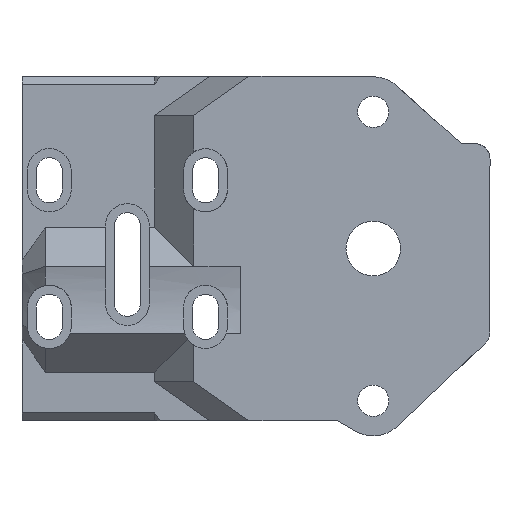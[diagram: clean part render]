
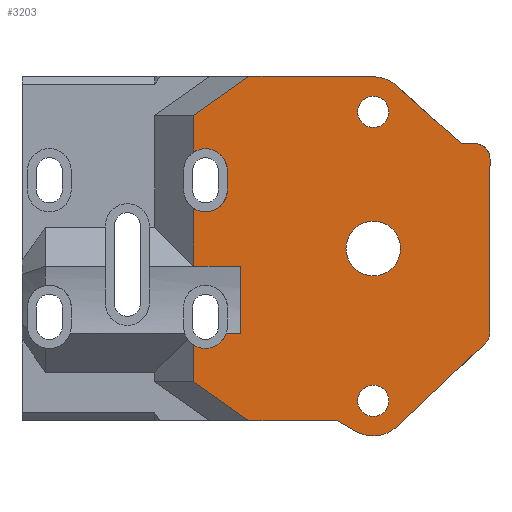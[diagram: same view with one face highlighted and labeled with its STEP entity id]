
A CAD part, left-side view. The second image highlights one B-rep face of the part: STEP entity #3203.
In plain terms, the highlighted planar face has unit normal (-1, 0, 0).
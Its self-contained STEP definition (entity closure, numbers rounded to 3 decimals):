
#35=FACE_BOUND('',#536,.T.);
#36=FACE_BOUND('',#537,.T.);
#37=FACE_BOUND('',#538,.T.);
#138=CIRCLE('',#3451,2.);
#139=CIRCLE('',#3453,2.);
#143=CIRCLE('',#3460,4.5);
#144=CIRCLE('',#3463,2.8);
#145=CIRCLE('',#3464,2.8);
#146=CIRCLE('',#3465,2.8);
#147=CIRCLE('',#3466,4.5);
#148=CIRCLE('',#3467,2.);
#149=CIRCLE('',#3468,2.);
#150=CIRCLE('',#3469,3.5);
#220=PLANE('',#3462);
#358=FACE_OUTER_BOUND('',#535,.T.);
#535=EDGE_LOOP('',(#2427,#2428,#2429,#2430,#2431,#2432,#2433,#2434,#2435,
#2436,#2437,#2438,#2439,#2440,#2441,#2442,#2443,#2444,#2445,#2446,#2447,
#2448,#2449,#2450));
#536=EDGE_LOOP('',(#2451));
#537=EDGE_LOOP('',(#2452));
#538=EDGE_LOOP('',(#2453));
#731=LINE('',#5072,#1043);
#773=LINE('',#5212,#1085);
#774=LINE('',#5215,#1086);
#775=LINE('',#5217,#1087);
#776=LINE('',#5219,#1088);
#777=LINE('',#5221,#1089);
#778=LINE('',#5225,#1090);
#779=LINE('',#5229,#1091);
#780=LINE('',#5231,#1092);
#781=LINE('',#5233,#1093);
#782=LINE('',#5235,#1094);
#783=LINE('',#5239,#1095);
#784=LINE('',#5240,#1096);
#785=LINE('',#5242,#1097);
#786=LINE('',#5246,#1098);
#787=LINE('',#5250,#1099);
#788=LINE('',#5253,#1100);
#1043=VECTOR('',#3889,1000.);
#1085=VECTOR('',#3997,10.);
#1086=VECTOR('',#4000,10.);
#1087=VECTOR('',#4001,1000.);
#1088=VECTOR('',#4002,1000.);
#1089=VECTOR('',#4003,1000.);
#1090=VECTOR('',#4006,1000.);
#1091=VECTOR('',#4009,1000.);
#1092=VECTOR('',#4010,1000.);
#1093=VECTOR('',#4011,1000.);
#1094=VECTOR('',#4012,1000.);
#1095=VECTOR('',#4015,1000.);
#1096=VECTOR('',#4016,1000.);
#1097=VECTOR('',#4017,10.);
#1098=VECTOR('',#4020,10.);
#1099=VECTOR('',#4023,10.);
#1100=VECTOR('',#4026,10.);
#1423=VERTEX_POINT('',#5069);
#1424=VERTEX_POINT('',#5071);
#1460=VERTEX_POINT('',#5177);
#1461=VERTEX_POINT('',#5181);
#1468=VERTEX_POINT('',#5202);
#1469=VERTEX_POINT('',#5204);
#1471=VERTEX_POINT('',#5210);
#1472=VERTEX_POINT('',#5214);
#1473=VERTEX_POINT('',#5216);
#1474=VERTEX_POINT('',#5218);
#1475=VERTEX_POINT('',#5220);
#1476=VERTEX_POINT('',#5222);
#1477=VERTEX_POINT('',#5224);
#1478=VERTEX_POINT('',#5226);
#1479=VERTEX_POINT('',#5228);
#1480=VERTEX_POINT('',#5230);
#1481=VERTEX_POINT('',#5232);
#1482=VERTEX_POINT('',#5234);
#1483=VERTEX_POINT('',#5236);
#1484=VERTEX_POINT('',#5238);
#1485=VERTEX_POINT('',#5241);
#1486=VERTEX_POINT('',#5243);
#1487=VERTEX_POINT('',#5245);
#1488=VERTEX_POINT('',#5247);
#1489=VERTEX_POINT('',#5249);
#1490=VERTEX_POINT('',#5251);
#1491=VERTEX_POINT('',#5254);
#1780=EDGE_CURVE('',#1424,#1423,#731,.T.);
#1826=EDGE_CURVE('',#1460,#1460,#138,.T.);
#1828=EDGE_CURVE('',#1461,#1461,#139,.T.);
#1839=EDGE_CURVE('',#1469,#1468,#143,.T.);
#1843=EDGE_CURVE('',#1468,#1471,#773,.T.);
#1844=EDGE_CURVE('',#1472,#1469,#774,.T.);
#1845=EDGE_CURVE('',#1473,#1471,#775,.T.);
#1846=EDGE_CURVE('',#1473,#1474,#776,.F.);
#1847=EDGE_CURVE('',#1475,#1474,#777,.T.);
#1848=EDGE_CURVE('',#1475,#1476,#144,.T.);
#1849=EDGE_CURVE('',#1477,#1476,#778,.T.);
#1850=EDGE_CURVE('',#1477,#1478,#145,.T.);
#1851=EDGE_CURVE('',#1479,#1478,#779,.T.);
#1852=EDGE_CURVE('',#1480,#1479,#780,.T.);
#1853=EDGE_CURVE('',#1480,#1481,#781,.T.);
#1854=EDGE_CURVE('',#1481,#1482,#782,.T.);
#1855=EDGE_CURVE('',#1483,#1482,#146,.T.);
#1856=EDGE_CURVE('',#1484,#1483,#783,.T.);
#1857=EDGE_CURVE('',#1484,#1424,#784,.T.);
#1858=EDGE_CURVE('',#1485,#1423,#785,.T.);
#1859=EDGE_CURVE('',#1486,#1485,#147,.T.);
#1860=EDGE_CURVE('',#1487,#1486,#786,.T.);
#1861=EDGE_CURVE('',#1488,#1487,#148,.T.);
#1862=EDGE_CURVE('',#1489,#1488,#787,.T.);
#1863=EDGE_CURVE('',#1490,#1489,#149,.T.);
#1864=EDGE_CURVE('',#1472,#1490,#788,.T.);
#1865=EDGE_CURVE('',#1491,#1491,#150,.T.);
#2427=ORIENTED_EDGE('',*,*,#1844,.T.);
#2428=ORIENTED_EDGE('',*,*,#1839,.T.);
#2429=ORIENTED_EDGE('',*,*,#1843,.T.);
#2430=ORIENTED_EDGE('',*,*,#1845,.F.);
#2431=ORIENTED_EDGE('',*,*,#1846,.T.);
#2432=ORIENTED_EDGE('',*,*,#1847,.F.);
#2433=ORIENTED_EDGE('',*,*,#1848,.T.);
#2434=ORIENTED_EDGE('',*,*,#1849,.F.);
#2435=ORIENTED_EDGE('',*,*,#1850,.T.);
#2436=ORIENTED_EDGE('',*,*,#1851,.F.);
#2437=ORIENTED_EDGE('',*,*,#1852,.F.);
#2438=ORIENTED_EDGE('',*,*,#1853,.T.);
#2439=ORIENTED_EDGE('',*,*,#1854,.T.);
#2440=ORIENTED_EDGE('',*,*,#1855,.F.);
#2441=ORIENTED_EDGE('',*,*,#1856,.F.);
#2442=ORIENTED_EDGE('',*,*,#1857,.T.);
#2443=ORIENTED_EDGE('',*,*,#1780,.T.);
#2444=ORIENTED_EDGE('',*,*,#1858,.F.);
#2445=ORIENTED_EDGE('',*,*,#1859,.F.);
#2446=ORIENTED_EDGE('',*,*,#1860,.F.);
#2447=ORIENTED_EDGE('',*,*,#1861,.F.);
#2448=ORIENTED_EDGE('',*,*,#1862,.F.);
#2449=ORIENTED_EDGE('',*,*,#1863,.F.);
#2450=ORIENTED_EDGE('',*,*,#1864,.F.);
#2451=ORIENTED_EDGE('',*,*,#1826,.T.);
#2452=ORIENTED_EDGE('',*,*,#1828,.T.);
#2453=ORIENTED_EDGE('',*,*,#1865,.F.);
#3203=ADVANCED_FACE('',(#358,#35,#36,#37),#220,.T.);
#3451=AXIS2_PLACEMENT_3D('',#5179,#3964,#3965);
#3453=AXIS2_PLACEMENT_3D('',#5183,#3969,#3970);
#3460=AXIS2_PLACEMENT_3D('',#5205,#3990,#3991);
#3462=AXIS2_PLACEMENT_3D('',#5213,#3998,#3999);
#3463=AXIS2_PLACEMENT_3D('',#5223,#4004,#4005);
#3464=AXIS2_PLACEMENT_3D('',#5227,#4007,#4008);
#3465=AXIS2_PLACEMENT_3D('',#5237,#4013,#4014);
#3466=AXIS2_PLACEMENT_3D('',#5244,#4018,#4019);
#3467=AXIS2_PLACEMENT_3D('',#5248,#4021,#4022);
#3468=AXIS2_PLACEMENT_3D('',#5252,#4024,#4025);
#3469=AXIS2_PLACEMENT_3D('',#5255,#4027,#4028);
#3889=DIRECTION('',(0.,-1.,0.));
#3964=DIRECTION('center_axis',(1.,0.,0.));
#3965=DIRECTION('ref_axis',(0.,0.,1.));
#3969=DIRECTION('center_axis',(1.,0.,0.));
#3970=DIRECTION('ref_axis',(0.,0.,1.));
#3990=DIRECTION('center_axis',(-1.,0.,0.));
#3991=DIRECTION('ref_axis',(0.,-0.668,0.744));
#3997=DIRECTION('',(0.,-0.892,0.453));
#3998=DIRECTION('center_axis',(-1.,0.,0.));
#3999=DIRECTION('ref_axis',(0.,0.,1.));
#4000=DIRECTION('',(0.,0.744,0.668));
#4001=DIRECTION('',(0.,-1.,0.));
#4002=DIRECTION('',(0.,-0.816,0.577));
#4003=DIRECTION('',(0.,0.,1.));
#4004=DIRECTION('center_axis',(1.,0.,0.));
#4005=DIRECTION('ref_axis',(0.,0.,1.));
#4006=DIRECTION('',(0.,0.,1.));
#4007=DIRECTION('center_axis',(1.,0.,0.));
#4008=DIRECTION('ref_axis',(0.,0.,1.));
#4009=DIRECTION('',(0.,0.,1.));
#4010=DIRECTION('',(0.,1.,0.));
#4011=DIRECTION('',(0.,0.,-1.));
#4012=DIRECTION('',(0.,1.,0.));
#4013=DIRECTION('center_axis',(-1.,0.,0.));
#4014=DIRECTION('ref_axis',(0.,0.,1.));
#4015=DIRECTION('',(0.,0.,1.));
#4016=DIRECTION('',(0.,-0.816,-0.577));
#4017=DIRECTION('',(0.,0.867,0.498));
#4018=DIRECTION('center_axis',(1.,0.,0.));
#4019=DIRECTION('ref_axis',(0.,-0.687,-0.727));
#4020=DIRECTION('',(0.,0.727,-0.687));
#4021=DIRECTION('center_axis',(1.,0.,0.));
#4022=DIRECTION('ref_axis',(0.,-1.,0.));
#4023=DIRECTION('',(0.,0.,-1.));
#4024=DIRECTION('center_axis',(1.,0.,0.));
#4025=DIRECTION('ref_axis',(0.,0.,1.));
#4026=DIRECTION('',(0.,-1.,0.));
#4027=DIRECTION('center_axis',(-1.,0.,0.));
#4028=DIRECTION('ref_axis',(0.,0.,1.));
#5069=CARTESIAN_POINT('',(-39.05,-26.892,1.));
#5071=CARTESIAN_POINT('',(-39.05,-15.571,1.));
#5072=CARTESIAN_POINT('',(-39.05,-26.5,1.));
#5177=CARTESIAN_POINT('',(-39.05,-31.5,1.55));
#5179=CARTESIAN_POINT('Origin',(-39.05,-31.5,3.55));
#5181=CARTESIAN_POINT('',(-39.05,-31.5,38.55));
#5183=CARTESIAN_POINT('Origin',(-39.05,-31.5,40.55));
#5202=CARTESIAN_POINT('',(-39.05,-31.559,45.05));
#5204=CARTESIAN_POINT('',(-39.05,-34.505,43.9));
#5205=CARTESIAN_POINT('Origin',(-39.05,-31.5,40.55));
#5210=CARTESIAN_POINT('',(-39.05,-31.658,45.1));
#5212=CARTESIAN_POINT('',(-39.05,-19.741,39.051));
#5213=CARTESIAN_POINT('Origin',(-39.05,-13.,23.05));
#5214=CARTESIAN_POINT('',(-39.05,-42.75,36.503));
#5215=CARTESIAN_POINT('',(-39.05,-36.226,42.356));
#5216=CARTESIAN_POINT('',(-39.05,-15.571,45.1));
#5217=CARTESIAN_POINT('',(-39.05,-26.5,45.1));
#5218=CARTESIAN_POINT('',(-39.05,-8.5,40.1));
#5219=CARTESIAN_POINT('',(-39.05,-3.463,36.538));
#5220=CARTESIAN_POINT('',(-39.05,-8.5,35.414));
#5221=CARTESIAN_POINT('',(-39.05,-8.5,40.257));
#5222=CARTESIAN_POINT('',(-39.05,-12.8,33.05));
#5223=CARTESIAN_POINT('Origin',(-39.05,-10.,33.05));
#5224=CARTESIAN_POINT('',(-39.05,-12.8,30.55));
#5225=CARTESIAN_POINT('',(-39.05,-12.8,31.8));
#5226=CARTESIAN_POINT('',(-39.05,-8.5,28.186));
#5227=CARTESIAN_POINT('Origin',(-39.05,-10.,30.55));
#5228=CARTESIAN_POINT('',(-39.05,-8.5,20.776));
#5229=CARTESIAN_POINT('',(-39.05,-8.5,23.05));
#5230=CARTESIAN_POINT('',(-39.05,-14.5,20.776));
#5231=CARTESIAN_POINT('',(-39.05,-14.5,20.776));
#5232=CARTESIAN_POINT('',(-39.05,-14.5,12.231));
#5233=CARTESIAN_POINT('',(-39.05,-14.5,16.503));
#5234=CARTESIAN_POINT('',(-39.05,-12.677,12.231));
#5235=CARTESIAN_POINT('',(-39.05,-14.5,12.231));
#5236=CARTESIAN_POINT('',(-39.05,-8.5,10.686));
#5237=CARTESIAN_POINT('Origin',(-39.05,-10.,13.05));
#5238=CARTESIAN_POINT('',(-39.05,-8.5,6.));
#5239=CARTESIAN_POINT('',(-39.05,-8.5,5.843));
#5240=CARTESIAN_POINT('',(-39.05,-3.463,9.562));
#5241=CARTESIAN_POINT('',(-39.05,-29.244,-0.352));
#5242=CARTESIAN_POINT('',(-39.05,-29.244,-0.352));
#5243=CARTESIAN_POINT('',(-39.05,-34.578,0.28));
#5244=CARTESIAN_POINT('Origin',(-39.05,-31.487,3.55));
#5245=CARTESIAN_POINT('',(-39.05,-45.824,10.911));
#5246=CARTESIAN_POINT('',(-39.05,-45.824,10.911));
#5247=CARTESIAN_POINT('',(-39.05,-46.45,12.364));
#5248=CARTESIAN_POINT('Origin',(-39.05,-44.45,12.364));
#5249=CARTESIAN_POINT('',(-39.05,-46.45,34.503));
#5250=CARTESIAN_POINT('',(-39.05,-46.45,34.503));
#5251=CARTESIAN_POINT('',(-39.05,-44.45,36.503));
#5252=CARTESIAN_POINT('Origin',(-39.05,-44.45,34.503));
#5253=CARTESIAN_POINT('',(-39.05,-42.75,36.503));
#5254=CARTESIAN_POINT('',(-39.05,-31.5,19.55));
#5255=CARTESIAN_POINT('Origin',(-39.05,-31.5,23.05));
